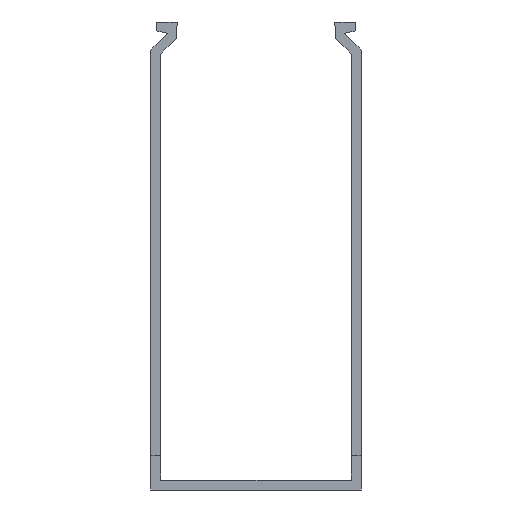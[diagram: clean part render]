
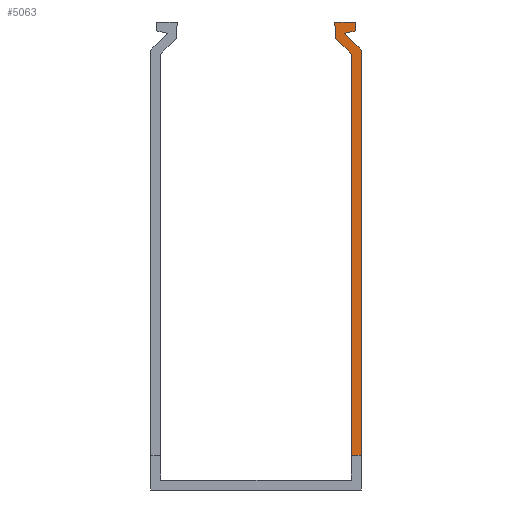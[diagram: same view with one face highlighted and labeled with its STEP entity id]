
A CAD part, front view. The second image highlights one B-rep face of the part: STEP entity #5063.
In plain terms, the highlighted planar face has unit normal (0, -1, 0).
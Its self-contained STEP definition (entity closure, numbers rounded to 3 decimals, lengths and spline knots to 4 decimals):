
#2041=FACE_OUTER_BOUND('',#11319,.T.);
#5063=ADVANCED_FACE('',(#2041),#8085,.F.);
#8085=PLANE('',#65682);
#11319=EDGE_LOOP('',(#39981,#39982,#39983,#39984,#39985,#39986,#39987,#39988,
#39989));
#18472=LINE('',#95356,#27112);
#18905=LINE('',#96080,#27545);
#18907=LINE('',#96084,#27547);
#18911=LINE('',#96092,#27551);
#18914=LINE('',#96098,#27554);
#18917=LINE('',#96104,#27557);
#18919=LINE('',#96108,#27559);
#19351=LINE('',#96829,#27991);
#20249=LINE('',#98335,#28889);
#27112=VECTOR('',#77113,1.);
#27545=VECTOR('',#77548,1.);
#27547=VECTOR('',#77552,1.);
#27551=VECTOR('',#77558,1.);
#27554=VECTOR('',#77563,1.);
#27557=VECTOR('',#77568,1.);
#27559=VECTOR('',#77572,1.);
#27991=VECTOR('',#78006,1.);
#28889=VECTOR('',#78926,1.);
#39981=ORIENTED_EDGE('',*,*,#62109,.T.);
#39982=ORIENTED_EDGE('',*,*,#61211,.T.);
#39983=ORIENTED_EDGE('',*,*,#60779,.T.);
#39984=ORIENTED_EDGE('',*,*,#60777,.F.);
#39985=ORIENTED_EDGE('',*,*,#60774,.F.);
#39986=ORIENTED_EDGE('',*,*,#60771,.F.);
#39987=ORIENTED_EDGE('',*,*,#60767,.T.);
#39988=ORIENTED_EDGE('',*,*,#60765,.F.);
#39989=ORIENTED_EDGE('',*,*,#60332,.F.);
#52860=VERTEX_POINT('',#95355);
#52861=VERTEX_POINT('',#95357);
#53150=VERTEX_POINT('',#96078);
#53152=VERTEX_POINT('',#96085);
#53154=VERTEX_POINT('',#96090);
#53156=VERTEX_POINT('',#96096);
#53158=VERTEX_POINT('',#96102);
#53160=VERTEX_POINT('',#96109);
#53448=VERTEX_POINT('',#96830);
#60332=EDGE_CURVE('',#52860,#52861,#18472,.T.);
#60765=EDGE_CURVE('',#52861,#53150,#18905,.T.);
#60767=EDGE_CURVE('',#53152,#53150,#18907,.T.);
#60771=EDGE_CURVE('',#53152,#53154,#18911,.T.);
#60774=EDGE_CURVE('',#53154,#53156,#18914,.T.);
#60777=EDGE_CURVE('',#53156,#53158,#18917,.T.);
#60779=EDGE_CURVE('',#53160,#53158,#18919,.T.);
#61211=EDGE_CURVE('',#53448,#53160,#19351,.T.);
#62109=EDGE_CURVE('',#52860,#53448,#20249,.T.);
#65682=AXIS2_PLACEMENT_3D('',#98336,#78927,#78928);
#77113=DIRECTION('',(0.,0.,1.));
#77548=DIRECTION('',(-0.711,0.,0.703));
#77552=DIRECTION('',(0.038,0.,-0.999));
#77558=DIRECTION('',(1.,0.,0.));
#77563=DIRECTION('',(0.,0.,-1.));
#77568=DIRECTION('',(-0.977,0.,-0.211));
#77572=DIRECTION('',(-0.711,0.,0.703));
#78006=DIRECTION('',(0.,0.,1.));
#78926=DIRECTION('',(1.,0.,0.));
#78927=DIRECTION('',(0.,1.,0.));
#78928=DIRECTION('',(0.,0.,1.));
#95355=CARTESIAN_POINT('',(1.02,0.098,0.3696));
#95356=CARTESIAN_POINT('',(1.02,0.098,0.105));
#95357=CARTESIAN_POINT('',(1.0203,0.098,4.6615));
#96078=CARTESIAN_POINT('',(0.8503,0.098,4.8294));
#96080=CARTESIAN_POINT('',(1.0203,0.098,4.6615));
#96084=CARTESIAN_POINT('',(0.8436,0.098,5.0052));
#96085=CARTESIAN_POINT('',(0.8436,0.098,5.0052));
#96090=CARTESIAN_POINT('',(1.0609,0.098,5.0052));
#96092=CARTESIAN_POINT('',(0.8436,0.098,5.0052));
#96096=CARTESIAN_POINT('',(1.0609,0.098,4.9098));
#96098=CARTESIAN_POINT('',(1.0609,0.098,5.0052));
#96102=CARTESIAN_POINT('',(0.9436,0.098,4.8844));
#96104=CARTESIAN_POINT('',(1.0609,0.098,4.9098));
#96108=CARTESIAN_POINT('',(1.1253,0.098,4.7049));
#96109=CARTESIAN_POINT('',(1.1253,0.098,4.7049));
#96829=CARTESIAN_POINT('',(1.125,0.098,0.));
#96830=CARTESIAN_POINT('',(1.125,0.098,0.3696));
#98335=CARTESIAN_POINT('',(0.6365,0.098,0.3697));
#98336=CARTESIAN_POINT('',(0.6365,0.098,0.3697));
